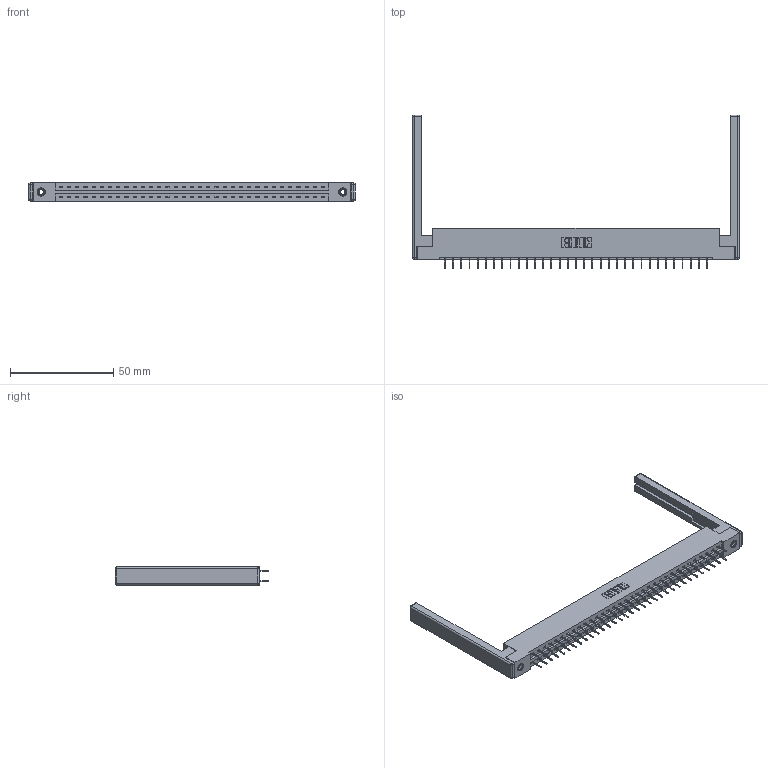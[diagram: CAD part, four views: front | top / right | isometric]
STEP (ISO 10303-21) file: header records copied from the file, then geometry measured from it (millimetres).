
FILE_DESCRIPTION (( 'STEP AP203' ), '1' );
FILE_NAME ('387-066-524-268.STEP', '2019-10-19T18:27:57', ( '' ), ( '' ), 'SwSTEP 2.0', 'SolidWorks 2016', '' );
FILE_SCHEMA (( 'CONFIG_CONTROL_DESIGN' ));
Length unit declared in the file: inch
Products named in the file (5): 345-292-001_345-293-124; 345-250-001_345-250-001-102; 387-066-524-268; 337 Part_Flush Mounting Lugs - 0.156 Dia-TI; 307-220-068
Assembly tree (71 placements, depth 2):
  387-066-524-268
    337 Part_Flush Mounting Lugs - 0.156 Dia-TI
    345-292-001_345-293-124  x66
    345-250-001_345-250-001-102  x2
    307-220-068  x2
Bounding box: 158.19 x 74.43 x 9.4 mm (x, y, z)
Volume: 20836.6 mm3; surface area: 22236.4 mm2
Topology: 71 solids, 71 shells, 4096 faces, 11591 edges, 7442 vertices
Faces by surface type: plane 3062, cylinder 1010, cone 12, sphere 8, torus 4
Entity records: 29584 total; most frequent: CARTESIAN_POINT 4955, ORIENTED_EDGE 4880, DIRECTION 4302, EDGE_CURVE 2440, VECTOR 2266, LINE 2266, VERTEX_POINT 1614, AXIS2_PLACEMENT_3D 1018
